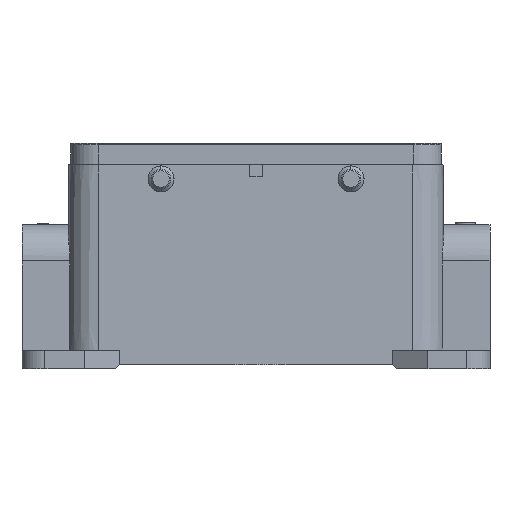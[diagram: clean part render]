
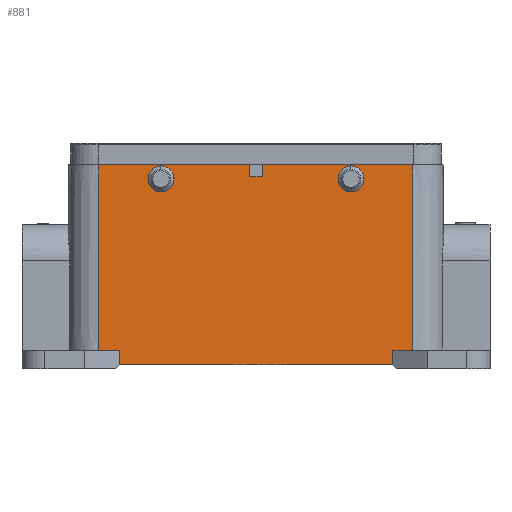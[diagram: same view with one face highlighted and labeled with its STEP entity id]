
A CAD part, front view. The second image highlights one B-rep face of the part: STEP entity #881.
In plain terms, the highlighted planar face has unit normal (0, -1, 0.009).
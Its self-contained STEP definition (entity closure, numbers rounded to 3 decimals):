
#184=FACE_BOUND('',#1896,.T.);
#185=FACE_BOUND('',#1897,.T.);
#186=FACE_BOUND('',#1898,.T.);
#614=ELLIPSE('',#7463,1.5,1.5);
#615=ELLIPSE('',#7466,1.5,1.5);
#881=ADVANCED_FACE('',(#184,#185,#186),#1299,.T.);
#1299=PLANE('',#7478);
#1896=EDGE_LOOP('',(#2428,#2429,#2430,#2431,#2432,#2433,#2434,#2435,#2436,
#2437,#2438,#2439));
#1897=EDGE_LOOP('',(#2440));
#1898=EDGE_LOOP('',(#2441));
#2428=ORIENTED_EDGE('',*,*,#5215,.T.);
#2429=ORIENTED_EDGE('',*,*,#5216,.T.);
#2430=ORIENTED_EDGE('',*,*,#5217,.F.);
#2431=ORIENTED_EDGE('',*,*,#5218,.T.);
#2432=ORIENTED_EDGE('',*,*,#5219,.F.);
#2433=ORIENTED_EDGE('',*,*,#5214,.T.);
#2434=ORIENTED_EDGE('',*,*,#5220,.F.);
#2435=ORIENTED_EDGE('',*,*,#5221,.T.);
#2436=ORIENTED_EDGE('',*,*,#5222,.T.);
#2437=ORIENTED_EDGE('',*,*,#5223,.T.);
#2438=ORIENTED_EDGE('',*,*,#5224,.F.);
#2439=ORIENTED_EDGE('',*,*,#5225,.F.);
#2440=ORIENTED_EDGE('',*,*,#5192,.T.);
#2441=ORIENTED_EDGE('',*,*,#5190,.T.);
#4506=VERTEX_POINT('',#10523);
#4508=VERTEX_POINT('',#10528);
#4521=VERTEX_POINT('',#10556);
#4527=VERTEX_POINT('',#10572);
#4528=VERTEX_POINT('',#10576);
#4529=VERTEX_POINT('',#10577);
#4530=VERTEX_POINT('',#10579);
#4531=VERTEX_POINT('',#10581);
#4532=VERTEX_POINT('',#10583);
#4533=VERTEX_POINT('',#10586);
#4534=VERTEX_POINT('',#10588);
#4535=VERTEX_POINT('',#10590);
#4536=VERTEX_POINT('',#10592);
#4537=VERTEX_POINT('',#10594);
#5190=EDGE_CURVE('',#4506,#4506,#614,.T.);
#5192=EDGE_CURVE('',#4508,#4508,#615,.T.);
#5214=EDGE_CURVE('',#4521,#4527,#6246,.T.);
#5215=EDGE_CURVE('',#4528,#4529,#6247,.T.);
#5216=EDGE_CURVE('',#4529,#4530,#6248,.T.);
#5217=EDGE_CURVE('',#4531,#4530,#6249,.T.);
#5218=EDGE_CURVE('',#4531,#4532,#6250,.T.);
#5219=EDGE_CURVE('',#4521,#4532,#6251,.T.);
#5220=EDGE_CURVE('',#4533,#4527,#6252,.T.);
#5221=EDGE_CURVE('',#4533,#4534,#6253,.T.);
#5222=EDGE_CURVE('',#4534,#4535,#6254,.T.);
#5223=EDGE_CURVE('',#4535,#4536,#6255,.T.);
#5224=EDGE_CURVE('',#4537,#4536,#6256,.T.);
#5225=EDGE_CURVE('',#4528,#4537,#6257,.T.);
#6246=LINE('',#10573,#6860);
#6247=LINE('',#10575,#6861);
#6248=LINE('',#10578,#6862);
#6249=LINE('',#10580,#6863);
#6250=LINE('',#10582,#6864);
#6251=LINE('',#10584,#6865);
#6252=LINE('',#10585,#6866);
#6253=LINE('',#10587,#6867);
#6254=LINE('',#10589,#6868);
#6255=LINE('',#10591,#6869);
#6256=LINE('',#10593,#6870);
#6257=LINE('',#10595,#6871);
#6860=VECTOR('',#8324,1.);
#6861=VECTOR('',#8327,1.);
#6862=VECTOR('',#8328,1.);
#6863=VECTOR('',#8329,1.);
#6864=VECTOR('',#8330,1.);
#6865=VECTOR('',#8331,1.);
#6866=VECTOR('',#8332,1.);
#6867=VECTOR('',#8333,1.);
#6868=VECTOR('',#8334,1.);
#6869=VECTOR('',#8335,1.);
#6870=VECTOR('',#8336,1.);
#6871=VECTOR('',#8337,1.);
#7463=AXIS2_PLACEMENT_3D('',#10522,#8281,#8282);
#7466=AXIS2_PLACEMENT_3D('',#10527,#8287,#8288);
#7478=AXIS2_PLACEMENT_3D('',#10596,#8338,#8339);
#8281=DIRECTION('',(0.,1.,-0.009));
#8282=DIRECTION('',(0.,0.009,1.));
#8287=DIRECTION('',(0.,1.,-0.009));
#8288=DIRECTION('',(0.,0.009,1.));
#8324=DIRECTION('',(0.,0.009,1.));
#8327=DIRECTION('',(-1.,0.,0.));
#8328=DIRECTION('',(0.,-0.009,-1.));
#8329=DIRECTION('',(-1.,0.,0.));
#8330=DIRECTION('',(0.,-0.009,-1.));
#8331=DIRECTION('',(-1.,0.,0.));
#8332=DIRECTION('',(-1.,0.,0.));
#8333=DIRECTION('',(0.,0.009,1.));
#8334=DIRECTION('',(-1.,0.,0.));
#8335=DIRECTION('',(0.,-0.009,-1.));
#8336=DIRECTION('',(1.,0.,0.));
#8337=DIRECTION('',(0.,-0.009,-1.));
#8338=DIRECTION('',(0.,-1.,0.009));
#8339=DIRECTION('',(-1.,0.,0.));
#10522=CARTESIAN_POINT('',(23.75,-21.531,21.));
#10523=CARTESIAN_POINT('',(23.75,-21.517,22.5));
#10527=CARTESIAN_POINT('',(-23.75,-21.531,21.));
#10528=CARTESIAN_POINT('',(-23.75,-21.517,22.5));
#10556=CARTESIAN_POINT('',(34.,-21.936,-25.5));
#10572=CARTESIAN_POINT('',(34.,-21.906,-22.));
#10573=CARTESIAN_POINT('',(34.,-21.936,-25.5));
#10575=CARTESIAN_POINT('',(-1.6,-21.5,24.5));
#10576=CARTESIAN_POINT('',(-1.6,-21.5,24.5));
#10577=CARTESIAN_POINT('',(-39.25,-21.5,24.5));
#10578=CARTESIAN_POINT('',(-39.25,-21.5,24.5));
#10579=CARTESIAN_POINT('',(-39.25,-21.906,-22.));
#10580=CARTESIAN_POINT('',(-34.,-21.906,-22.));
#10581=CARTESIAN_POINT('',(-34.,-21.906,-22.));
#10582=CARTESIAN_POINT('',(-34.,-21.906,-22.));
#10583=CARTESIAN_POINT('',(-34.,-21.936,-25.5));
#10584=CARTESIAN_POINT('',(34.,-21.936,-25.5));
#10585=CARTESIAN_POINT('',(39.25,-21.906,-22.));
#10586=CARTESIAN_POINT('',(39.25,-21.906,-22.));
#10587=CARTESIAN_POINT('',(39.25,-21.906,-22.));
#10588=CARTESIAN_POINT('',(39.25,-21.5,24.5));
#10589=CARTESIAN_POINT('',(39.25,-21.5,24.5));
#10590=CARTESIAN_POINT('',(1.6,-21.5,24.5));
#10591=CARTESIAN_POINT('',(1.6,-21.5,24.5));
#10592=CARTESIAN_POINT('',(1.6,-21.526,21.5));
#10593=CARTESIAN_POINT('',(-1.6,-21.526,21.5));
#10594=CARTESIAN_POINT('',(-1.6,-21.526,21.5));
#10595=CARTESIAN_POINT('',(-1.6,-21.5,24.5));
#10596=CARTESIAN_POINT('',(-41.628,-21.5,24.5));
